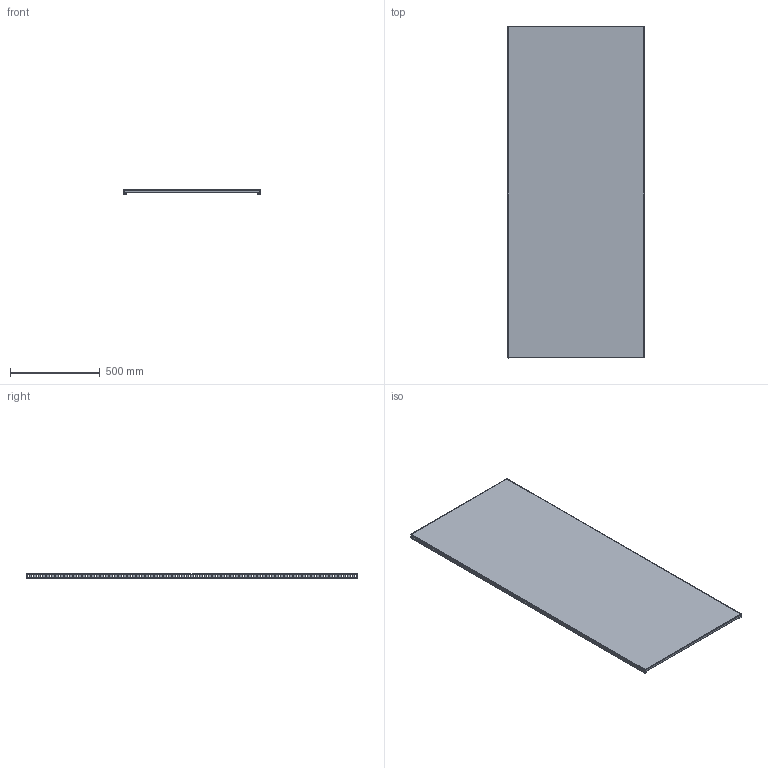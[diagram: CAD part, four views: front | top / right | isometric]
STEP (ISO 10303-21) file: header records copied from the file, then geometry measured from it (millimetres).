
FILE_DESCRIPTION (( 'STEP AP214' ), '1' );
FILE_NAME ('YKV-PM-1850-762 Ïàíåëü ìîíòàæíàÿ 1850õ762 SMART.STEP', '2020-02-19T11:44:43', ( '' ), ( '' ), 'SwSTEP 2.0', 'SolidWorks 2017', '' );
FILE_SCHEMA (( 'AUTOMOTIVE_DESIGN' ));
Length unit declared in the file: millimetre
Products named in the file (1): YKV-PM-1850-762 Ïàíåëü ìîíòàæíàÿ 1850õ762 SMART
Bounding box: 762 x 1850 x 25 mm (x, y, z)
Volume: 3085271.2 mm3; surface area: 3106762 mm2
Topology: 1 solids, 1 shells, 646 faces, 1884 edges, 1240 vertices
Faces by surface type: plane 626, cylinder 12, bspline 8
Entity records: 21662 total; most frequent: CARTESIAN_POINT 4035, ORIENTED_EDGE 3768, DIRECTION 3154, EDGE_CURVE 1884, VECTOR 1860, LINE 1860, VERTEX_POINT 1240, EDGE_LOOP 942
